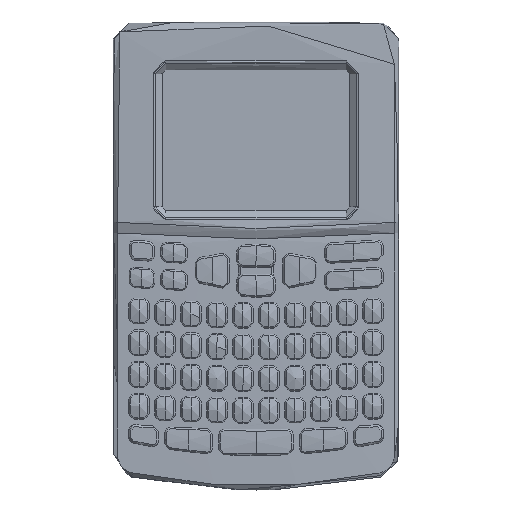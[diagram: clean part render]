
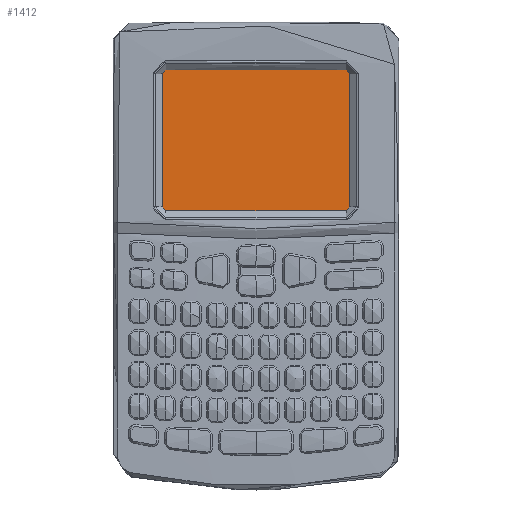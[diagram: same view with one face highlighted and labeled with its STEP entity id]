
A CAD part, top view. The second image highlights one B-rep face of the part: STEP entity #1412.
In plain terms, the highlighted planar face has unit normal (0, 0, 1).
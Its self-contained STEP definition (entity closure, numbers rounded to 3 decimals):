
#1412=ADVANCED_FACE('',(#3933),#37869,.T.);
#3933=FACE_OUTER_BOUND('',#6510,.T.);
#6510=EDGE_LOOP('',(#14298,#14299,#14300,#14301,#14302,#14303,#14304,#14305));
#14298=ORIENTED_EDGE('',*,*,#23326,.T.);
#14299=ORIENTED_EDGE('',*,*,#23330,.T.);
#14300=ORIENTED_EDGE('',*,*,#23333,.T.);
#14301=ORIENTED_EDGE('',*,*,#23336,.T.);
#14302=ORIENTED_EDGE('',*,*,#23339,.T.);
#14303=ORIENTED_EDGE('',*,*,#23342,.T.);
#14304=ORIENTED_EDGE('',*,*,#23345,.T.);
#14305=ORIENTED_EDGE('',*,*,#23348,.T.);
#23326=EDGE_CURVE('',#34484,#34485,#27027,.T.);
#23330=EDGE_CURVE('',#34485,#34487,#31071,.T.);
#23333=EDGE_CURVE('',#34487,#34488,#27032,.T.);
#23336=EDGE_CURVE('',#34488,#34491,#31073,.T.);
#23339=EDGE_CURVE('',#34491,#34493,#27036,.T.);
#23342=EDGE_CURVE('',#34493,#34495,#31075,.T.);
#23345=EDGE_CURVE('',#34495,#34497,#27040,.T.);
#23348=EDGE_CURVE('',#34497,#34484,#31077,.T.);
#27027=(
BOUNDED_CURVE()
B_SPLINE_CURVE(2,(#100398,#100399,#100400),.UNSPECIFIED.,.F.,.F.)
B_SPLINE_CURVE_WITH_KNOTS((3,3),(6218.506,6220.076),
 .UNSPECIFIED.)
CURVE()
GEOMETRIC_REPRESENTATION_ITEM()
RATIONAL_B_SPLINE_CURVE((1.,0.707,1.))
REPRESENTATION_ITEM('')
);
#27032=(
BOUNDED_CURVE()
B_SPLINE_CURVE(2,(#100432,#100433,#100434),.UNSPECIFIED.,.F.,.F.)
B_SPLINE_CURVE_WITH_KNOTS((3,3),(6268.22,6269.791),
 .UNSPECIFIED.)
CURVE()
GEOMETRIC_REPRESENTATION_ITEM()
RATIONAL_B_SPLINE_CURVE((1.,0.707,1.))
REPRESENTATION_ITEM('')
);
#27036=(
BOUNDED_CURVE()
B_SPLINE_CURVE(2,(#100454,#100455,#100456),.UNSPECIFIED.,.F.,.F.)
B_SPLINE_CURVE_WITH_KNOTS((3,3),(6270.736,6272.306),
 .UNSPECIFIED.)
CURVE()
GEOMETRIC_REPRESENTATION_ITEM()
RATIONAL_B_SPLINE_CURVE((1.,0.707,1.))
REPRESENTATION_ITEM('')
);
#27040=(
BOUNDED_CURVE()
B_SPLINE_CURVE(2,(#100486,#100487,#100488),.UNSPECIFIED.,.F.,.F.)
B_SPLINE_CURVE_WITH_KNOTS((3,3),(6320.45,6322.021),
 .UNSPECIFIED.)
CURVE()
GEOMETRIC_REPRESENTATION_ITEM()
RATIONAL_B_SPLINE_CURVE((1.,0.707,1.))
REPRESENTATION_ITEM('')
);
#31071=B_SPLINE_CURVE_WITH_KNOTS('',5,(#100416,#100417,#100418,#100419,
#100420,#100421,#100422,#100423,#100424,#100425,#100426),.UNSPECIFIED.,
 .F.,.F.,(6,5,6),(6220.076,6244.148,6268.22),
 .UNSPECIFIED.);
#31073=B_SPLINE_CURVE_WITH_KNOTS('',5,(#100443,#100444,#100445,#100446,
#100447,#100448),.UNSPECIFIED.,.F.,.F.,(6,6),(6269.791,6270.736),
 .UNSPECIFIED.);
#31075=B_SPLINE_CURVE_WITH_KNOTS('',5,(#100470,#100471,#100472,#100473,
#100474,#100475,#100476,#100477,#100478,#100479,#100480),.UNSPECIFIED.,
 .F.,.F.,(6,5,6),(6272.306,6296.378,6320.45),
 .UNSPECIFIED.);
#31077=B_SPLINE_CURVE_WITH_KNOTS('',5,(#100497,#100498,#100499,#100500,
#100501,#100502),.UNSPECIFIED.,.F.,.F.,(6,6),(6322.021,6322.966),
 .UNSPECIFIED.);
#34484=VERTEX_POINT('',#83237);
#34485=VERTEX_POINT('',#83238);
#34487=VERTEX_POINT('',#83240);
#34488=VERTEX_POINT('',#83241);
#34491=VERTEX_POINT('',#83244);
#34493=VERTEX_POINT('',#83246);
#34495=VERTEX_POINT('',#83248);
#34497=VERTEX_POINT('',#83250);
#37869=PLANE('',#39122);
#39122=AXIS2_PLACEMENT_3D('',#81185,#40288,$);
#40288=DIRECTION('',(0.,0.,1.));
#81185=CARTESIAN_POINT('',(-24.949,57.513,2.171));
#83237=CARTESIAN_POINT('',(24.46,93.58,2.171));
#83238=CARTESIAN_POINT('',(23.46,94.58,2.171));
#83240=CARTESIAN_POINT('',(-23.46,94.58,2.171));
#83241=CARTESIAN_POINT('',(-24.46,93.58,2.171));
#83244=CARTESIAN_POINT('',(-24.46,58.88,2.171));
#83246=CARTESIAN_POINT('',(-23.46,57.88,2.171));
#83248=CARTESIAN_POINT('',(23.46,57.88,2.171));
#83250=CARTESIAN_POINT('',(24.46,58.88,2.171));
#100398=CARTESIAN_POINT('',(24.46,93.58,2.171));
#100399=CARTESIAN_POINT('',(24.46,94.58,2.171));
#100400=CARTESIAN_POINT('',(23.46,94.58,2.171));
#100416=CARTESIAN_POINT('',(23.46,94.58,2.171));
#100417=CARTESIAN_POINT('',(18.768,94.58,2.171));
#100418=CARTESIAN_POINT('',(14.076,94.58,2.171));
#100419=CARTESIAN_POINT('',(9.384,94.58,2.171));
#100420=CARTESIAN_POINT('',(4.692,94.58,2.171));
#100421=CARTESIAN_POINT('',(0.,94.58,2.171));
#100422=CARTESIAN_POINT('',(-4.692,94.58,2.171));
#100423=CARTESIAN_POINT('',(-9.384,94.58,2.171));
#100424=CARTESIAN_POINT('',(-14.076,94.58,2.171));
#100425=CARTESIAN_POINT('',(-18.768,94.58,2.171));
#100426=CARTESIAN_POINT('',(-23.46,94.58,2.171));
#100432=CARTESIAN_POINT('',(-23.46,94.58,2.171));
#100433=CARTESIAN_POINT('',(-24.46,94.58,2.171));
#100434=CARTESIAN_POINT('',(-24.46,93.58,2.171));
#100443=CARTESIAN_POINT('',(-24.46,93.58,2.171));
#100444=CARTESIAN_POINT('',(-24.46,86.64,2.171));
#100445=CARTESIAN_POINT('',(-24.46,79.7,2.171));
#100446=CARTESIAN_POINT('',(-24.46,72.76,2.171));
#100447=CARTESIAN_POINT('',(-24.46,65.82,2.171));
#100448=CARTESIAN_POINT('',(-24.46,58.88,2.171));
#100454=CARTESIAN_POINT('',(-24.46,58.88,2.171));
#100455=CARTESIAN_POINT('',(-24.46,57.88,2.171));
#100456=CARTESIAN_POINT('',(-23.46,57.88,2.171));
#100470=CARTESIAN_POINT('',(-23.46,57.88,2.171));
#100471=CARTESIAN_POINT('',(-18.768,57.88,2.171));
#100472=CARTESIAN_POINT('',(-14.076,57.88,2.171));
#100473=CARTESIAN_POINT('',(-9.384,57.88,2.171));
#100474=CARTESIAN_POINT('',(-4.692,57.88,2.171));
#100475=CARTESIAN_POINT('',(0.,57.88,2.171));
#100476=CARTESIAN_POINT('',(4.692,57.88,2.171));
#100477=CARTESIAN_POINT('',(9.384,57.88,2.171));
#100478=CARTESIAN_POINT('',(14.076,57.88,2.171));
#100479=CARTESIAN_POINT('',(18.768,57.88,2.171));
#100480=CARTESIAN_POINT('',(23.46,57.88,2.171));
#100486=CARTESIAN_POINT('',(23.46,57.88,2.171));
#100487=CARTESIAN_POINT('',(24.46,57.88,2.171));
#100488=CARTESIAN_POINT('',(24.46,58.88,2.171));
#100497=CARTESIAN_POINT('',(24.46,58.88,2.171));
#100498=CARTESIAN_POINT('',(24.46,65.82,2.171));
#100499=CARTESIAN_POINT('',(24.46,72.76,2.171));
#100500=CARTESIAN_POINT('',(24.46,79.7,2.171));
#100501=CARTESIAN_POINT('',(24.46,86.64,2.171));
#100502=CARTESIAN_POINT('',(24.46,93.58,2.171));
